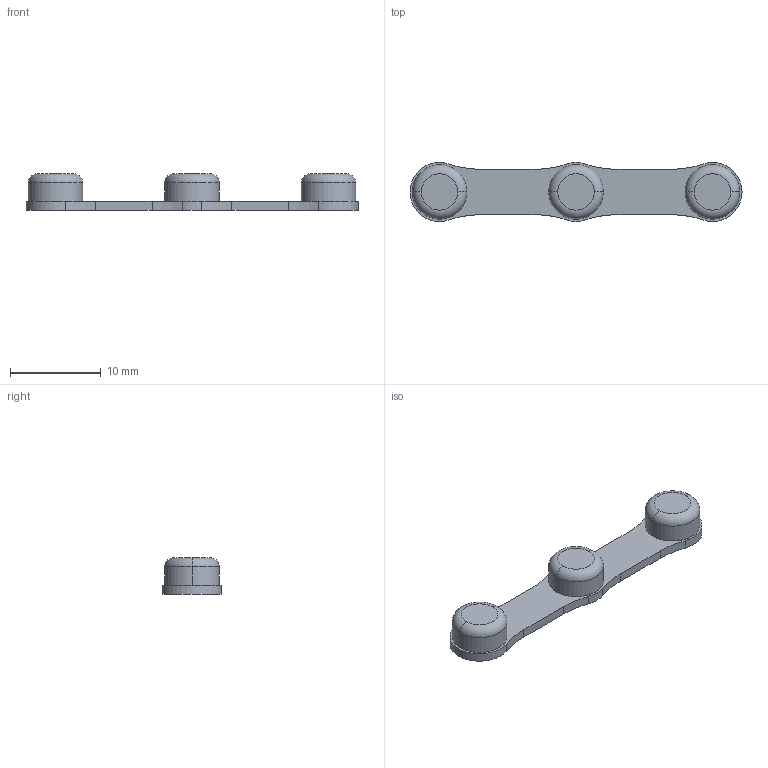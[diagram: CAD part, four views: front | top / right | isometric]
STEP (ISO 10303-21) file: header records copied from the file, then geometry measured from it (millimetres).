
FILE_DESCRIPTION (( 'STEP AP214' ), '1' );
FILE_NAME ('diffuser.STEP', '2025-05-29T02:06:39', ( '' ), ( '' ), 'SwSTEP 2.0', 'SolidWorks 2024', '' );
FILE_SCHEMA (( 'AUTOMOTIVE_DESIGN' ));
Length unit declared in the file: millimetre
Products named in the file (1): diffuser
Bounding box: 36.5 x 6.5 x 4 mm (x, y, z)
Volume: 295 mm3; surface area: 707.5 mm2
Topology: 1 solids, 1 shells, 46 faces, 117 edges, 73 vertices
Faces by surface type: cylinder 25, plane 9, sphere 6, torus 6
Entity records: 1348 total; most frequent: DIRECTION 267, CARTESIAN_POINT 219, ORIENTED_EDGE 210, AXIS2_PLACEMENT_3D 115, EDGE_CURVE 105, CIRCLE 68, VERTEX_POINT 67, EDGE_LOOP 52
